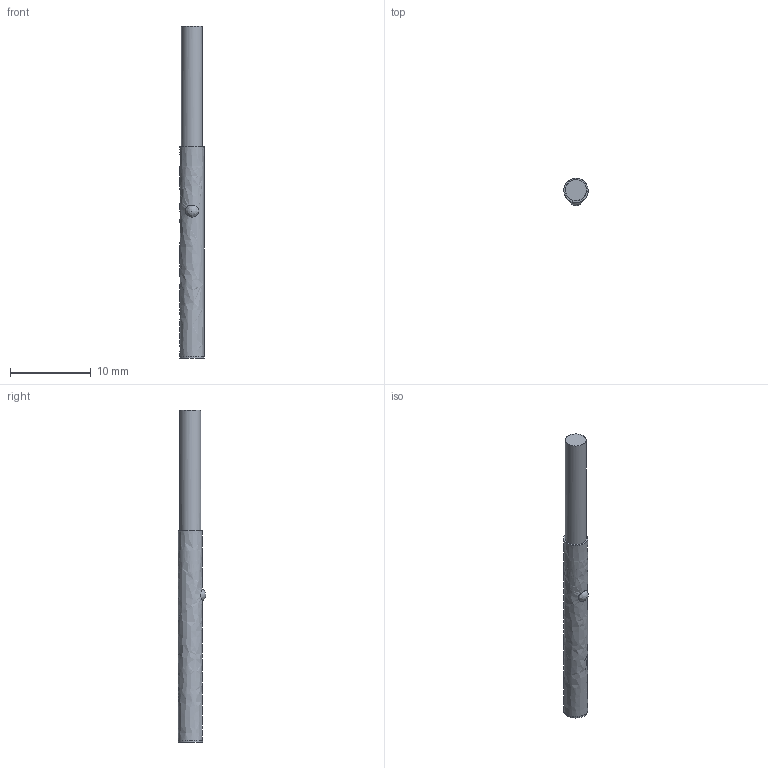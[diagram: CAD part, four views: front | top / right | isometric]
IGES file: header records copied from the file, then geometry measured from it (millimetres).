
Global section: file name: D3_B_KABEL_I1SF-D301N-O3U2; native system: Autodesk Inventor 2021; preprocessor: unknown; author: S. Sandt; organization: di-soric GmbH & Co. KG; date: 20210809.105943; units: millimetre
Bounding box: 3 x 3.4 x 41.16 mm (x, y, z)
Volume: 264 mm3; surface area: 406.8 mm2
Topology: 2 solids, 3 shells, 16 faces, 34 edges, 25 vertices
Faces by surface type: bspline 16
